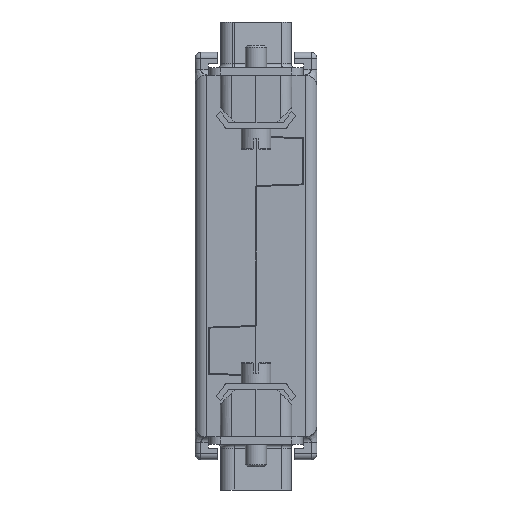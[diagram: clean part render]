
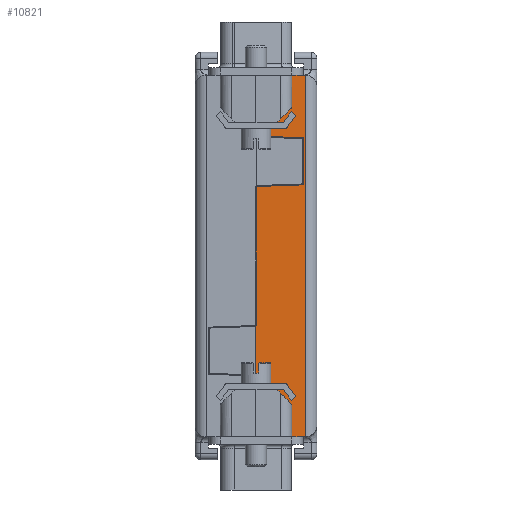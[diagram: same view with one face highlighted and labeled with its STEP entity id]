
A CAD part, left-side view. The second image highlights one B-rep face of the part: STEP entity #10821.
In plain terms, the highlighted face is planar.
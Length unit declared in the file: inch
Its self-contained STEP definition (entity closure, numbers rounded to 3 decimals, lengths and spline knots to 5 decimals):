
#132 = FACE_OUTER_BOUND ( 'NONE', #11725, .T. ) ;
#834 = PLANE ( 'NONE',  #23159 ) ;
#835 = CARTESIAN_POINT ( 'NONE',  ( 0.565, 0.32, -0.95 ) ) ;
#840 = DIRECTION ( 'NONE',  ( -1., 0., 0. ) ) ;
#841 = DIRECTION ( 'NONE',  ( 0., 0., 1. ) ) ;
#3985 = LINE ( 'NONE', #4891, #3990 ) ;
#3989 = LINE ( 'NONE', #4895, #4006 ) ;
#3990 = VECTOR ( 'NONE', #4896, 39.37008 ) ;
#3995 = LINE ( 'NONE', #4903, #3998 ) ;
#3998 = VECTOR ( 'NONE', #4904, 39.37008 ) ;
#4006 = VECTOR ( 'NONE', #4912, 39.37008 ) ;
#4079 = LINE ( 'NONE', #4991, #4086 ) ;
#4086 = VECTOR ( 'NONE', #4995, 39.37008 ) ;
#4121 = LINE ( 'NONE', #5015, #4148 ) ;
#4133 = LINE ( 'NONE', #5048, #4136 ) ;
#4135 = LINE ( 'NONE', #5050, #4138 ) ;
#4136 = VECTOR ( 'NONE', #5049, 39.37008 ) ;
#4137 = LINE ( 'NONE', #5052, #4140 ) ;
#4138 = VECTOR ( 'NONE', #5051, 39.37008 ) ;
#4139 = LINE ( 'NONE', #5054, #4142 ) ;
#4140 = VECTOR ( 'NONE', #5053, 39.37008 ) ;
#4141 = LINE ( 'NONE', #5056, #4144 ) ;
#4142 = VECTOR ( 'NONE', #5055, 39.37008 ) ;
#4143 = LINE ( 'NONE', #5058, #4146 ) ;
#4144 = VECTOR ( 'NONE', #5057, 39.37008 ) ;
#4146 = VECTOR ( 'NONE', #5060, 39.37008 ) ;
#4147 = LINE ( 'NONE', #5062, #4150 ) ;
#4148 = VECTOR ( 'NONE', #5061, 39.37008 ) ;
#4149 = LINE ( 'NONE', #5064, #4152 ) ;
#4150 = VECTOR ( 'NONE', #5063, 39.37008 ) ;
#4151 = LINE ( 'NONE', #5066, #4154 ) ;
#4152 = VECTOR ( 'NONE', #5065, 39.37008 ) ;
#4153 = LINE ( 'NONE', #5068, #4156 ) ;
#4154 = VECTOR ( 'NONE', #5067, 39.37008 ) ;
#4155 = LINE ( 'NONE', #5070, #4158 ) ;
#4156 = VECTOR ( 'NONE', #5069, 39.37008 ) ;
#4158 = VECTOR ( 'NONE', #5071, 39.37008 ) ;
#4891 = CARTESIAN_POINT ( 'NONE',  ( 0.565, 0., -0.95 ) ) ;
#4895 = CARTESIAN_POINT ( 'NONE',  ( 0.565, 0., -0.95 ) ) ;
#4896 = DIRECTION ( 'NONE',  ( 0., 0., -1. ) ) ;
#4903 = CARTESIAN_POINT ( 'NONE',  ( 0.565, 0., -0.95 ) ) ;
#4904 = DIRECTION ( 'NONE',  ( 0., 0., -1. ) ) ;
#4912 = DIRECTION ( 'NONE',  ( 0., 0., -1. ) ) ;
#4991 = CARTESIAN_POINT ( 'NONE',  ( 0.565, 0.32, 0.95 ) ) ;
#4995 = DIRECTION ( 'NONE',  ( 0., -1., 0. ) ) ;
#5015 = CARTESIAN_POINT ( 'NONE',  ( 0.565, 0.32, -0.95 ) ) ;
#5048 = CARTESIAN_POINT ( 'NONE',  ( 0.565, 0.25, -0.95 ) ) ;
#5049 = DIRECTION ( 'NONE',  ( 0., 0., -1. ) ) ;
#5050 = CARTESIAN_POINT ( 'NONE',  ( 0.565, 0.27375, 0.37456 ) ) ;
#5051 = DIRECTION ( 'NONE',  ( 0., -0.999, -0.035 ) ) ;
#5052 = CARTESIAN_POINT ( 'NONE',  ( 0.565, 0., -0.37 ) ) ;
#5053 = DIRECTION ( 'NONE',  ( 0., 0., 1. ) ) ;
#5054 = CARTESIAN_POINT ( 'NONE',  ( 0.565, 0.1875, -0.7 ) ) ;
#5055 = DIRECTION ( 'NONE',  ( 0., -1., 0. ) ) ;
#5056 = CARTESIAN_POINT ( 'NONE',  ( 0.565, 0.33875, -0.93125 ) ) ;
#5057 = DIRECTION ( 'NONE',  ( 0., 0.707, -0.707 ) ) ;
#5058 = CARTESIAN_POINT ( 'NONE',  ( 0.565, 0.1875, -0.7 ) ) ;
#5060 = DIRECTION ( 'NONE',  ( 0., 0., 1. ) ) ;
#5061 = DIRECTION ( 'NONE',  ( 0., -1., 0. ) ) ;
#5062 = CARTESIAN_POINT ( 'NONE',  ( 0.565, 0.26, 0.95 ) ) ;
#5063 = DIRECTION ( 'NONE',  ( 0., 0., 1. ) ) ;
#5064 = CARTESIAN_POINT ( 'NONE',  ( 0.565, 0.1875, 0.7 ) ) ;
#5065 = DIRECTION ( 'NONE',  ( 0., 0., 1. ) ) ;
#5066 = CARTESIAN_POINT ( 'NONE',  ( 0.565, -0.61125, -0.01875 ) ) ;
#5067 = DIRECTION ( 'NONE',  ( 0., -0.707, -0.707 ) ) ;
#5068 = CARTESIAN_POINT ( 'NONE',  ( 0.565, 0.1875, 0.7 ) ) ;
#5069 = DIRECTION ( 'NONE',  ( 0., -1., 0. ) ) ;
#5070 = CARTESIAN_POINT ( 'NONE',  ( 0.565, 0.37472, 0.61691 ) ) ;
#5071 = DIRECTION ( 'NONE',  ( 0., 0.999, -0.035 ) ) ;
#8431 = CARTESIAN_POINT ( 'NONE',  ( 0.565, 0.1875, -0.95 ) ) ;
#8434 = CARTESIAN_POINT ( 'NONE',  ( 0.565, 0.1875, 0.78 ) ) ;
#8437 = CARTESIAN_POINT ( 'NONE',  ( 0.565, 0.25, 0.37373 ) ) ;
#8444 = CARTESIAN_POINT ( 'NONE',  ( 0.565, 0.25, 0.62127 ) ) ;
#8446 = CARTESIAN_POINT ( 'NONE',  ( 0.565, 0.26, -0.95 ) ) ;
#8451 = CARTESIAN_POINT ( 'NONE',  ( 0.565, 0.1075, -0.7 ) ) ;
#8588 = CARTESIAN_POINT ( 'NONE',  ( 0.565, 0.1075, 0.7 ) ) ;
#8600 = CARTESIAN_POINT ( 'NONE',  ( 0.565, 0.1875, -0.78 ) ) ;
#8624 = CARTESIAN_POINT ( 'NONE',  ( 0.565, 0., -0.7 ) ) ;
#8626 = CARTESIAN_POINT ( 'NONE',  ( 0.565, 0., -0.625 ) ) ;
#8633 = CARTESIAN_POINT ( 'NONE',  ( 0.565, 0.1875, 0.95 ) ) ;
#8635 = CARTESIAN_POINT ( 'NONE',  ( 0.565, 0., 0.365 ) ) ;
#8636 = CARTESIAN_POINT ( 'NONE',  ( 0.565, 0., -0.37 ) ) ;
#8649 = CARTESIAN_POINT ( 'NONE',  ( 0.565, 0., 0.7 ) ) ;
#8653 = CARTESIAN_POINT ( 'NONE',  ( 0.565, 0., 0.63 ) ) ;
#8667 = CARTESIAN_POINT ( 'NONE',  ( 0.565, 0.26, 0.95 ) ) ;
#10821 = ADVANCED_FACE ( 'NONE', ( #132 ), #834, .F. ) ;
#11725 = EDGE_LOOP ( 'NONE', ( #16211, #16210, #16209, #16208, #16207, #16206, #16205, #16204, #16203, #16202, #16219, #16218, #13011, #13012, #13013, #13014 ) ) ;
#13011 = ORIENTED_EDGE ( 'NONE', *, *, #13850, .T. ) ;
#13012 = ORIENTED_EDGE ( 'NONE', *, *, #13851, .T. ) ;
#13013 = ORIENTED_EDGE ( 'NONE', *, *, #13774, .T. ) ;
#13014 = ORIENTED_EDGE ( 'NONE', *, *, #13852, .T. ) ;
#13766 = EDGE_CURVE ( 'NONE', #17286, #17283, #3985, .T. ) ;
#13770 = EDGE_CURVE ( 'NONE', #17295, #17296, #3995, .T. ) ;
#13774 = EDGE_CURVE ( 'NONE', #17309, #17313, #3989, .T. ) ;
#13815 = EDGE_CURVE ( 'NONE', #17327, #17293, #4079, .T. ) ;
#13841 = EDGE_CURVE ( 'NONE', #16575, #16538, #4133, .T. ) ;
#13842 = EDGE_CURVE ( 'NONE', #16538, #17295, #4135, .T. ) ;
#13843 = EDGE_CURVE ( 'NONE', #17286, #17296, #4137, .T. ) ;
#13844 = EDGE_CURVE ( 'NONE', #16602, #17283, #4139, .T. ) ;
#13845 = EDGE_CURVE ( 'NONE', #16602, #17259, #4141, .T. ) ;
#13846 = EDGE_CURVE ( 'NONE', #16536, #17259, #4143, .T. ) ;
#13847 = EDGE_CURVE ( 'NONE', #16573, #16536, #4121, .T. ) ;
#13848 = EDGE_CURVE ( 'NONE', #16573, #17327, #4147, .T. ) ;
#13849 = EDGE_CURVE ( 'NONE', #16534, #17293, #4149, .T. ) ;
#13850 = EDGE_CURVE ( 'NONE', #16534, #17254, #4151, .T. ) ;
#13851 = EDGE_CURVE ( 'NONE', #17254, #17309, #4153, .T. ) ;
#13852 = EDGE_CURVE ( 'NONE', #17313, #16575, #4155, .T. ) ;
#16202 = ORIENTED_EDGE ( 'NONE', *, *, #13848, .T. ) ;
#16203 = ORIENTED_EDGE ( 'NONE', *, *, #13847, .F. ) ;
#16204 = ORIENTED_EDGE ( 'NONE', *, *, #13846, .F. ) ;
#16205 = ORIENTED_EDGE ( 'NONE', *, *, #13845, .T. ) ;
#16206 = ORIENTED_EDGE ( 'NONE', *, *, #13844, .F. ) ;
#16207 = ORIENTED_EDGE ( 'NONE', *, *, #13766, .T. ) ;
#16208 = ORIENTED_EDGE ( 'NONE', *, *, #13843, .F. ) ;
#16209 = ORIENTED_EDGE ( 'NONE', *, *, #13770, .T. ) ;
#16210 = ORIENTED_EDGE ( 'NONE', *, *, #13842, .T. ) ;
#16211 = ORIENTED_EDGE ( 'NONE', *, *, #13841, .T. ) ;
#16218 = ORIENTED_EDGE ( 'NONE', *, *, #13849, .F. ) ;
#16219 = ORIENTED_EDGE ( 'NONE', *, *, #13815, .T. ) ;
#16534 = VERTEX_POINT ( 'NONE', #8434 ) ;
#16536 = VERTEX_POINT ( 'NONE', #8431 ) ;
#16538 = VERTEX_POINT ( 'NONE', #8437 ) ;
#16573 = VERTEX_POINT ( 'NONE', #8446 ) ;
#16575 = VERTEX_POINT ( 'NONE', #8444 ) ;
#16602 = VERTEX_POINT ( 'NONE', #8451 ) ;
#17254 = VERTEX_POINT ( 'NONE', #8588 ) ;
#17259 = VERTEX_POINT ( 'NONE', #8600 ) ;
#17283 = VERTEX_POINT ( 'NONE', #8624 ) ;
#17286 = VERTEX_POINT ( 'NONE', #8626 ) ;
#17293 = VERTEX_POINT ( 'NONE', #8633 ) ;
#17295 = VERTEX_POINT ( 'NONE', #8635 ) ;
#17296 = VERTEX_POINT ( 'NONE', #8636 ) ;
#17309 = VERTEX_POINT ( 'NONE', #8649 ) ;
#17313 = VERTEX_POINT ( 'NONE', #8653 ) ;
#17327 = VERTEX_POINT ( 'NONE', #8667 ) ;
#23159 = AXIS2_PLACEMENT_3D ( 'NONE', #835, #840, #841 ) ;
